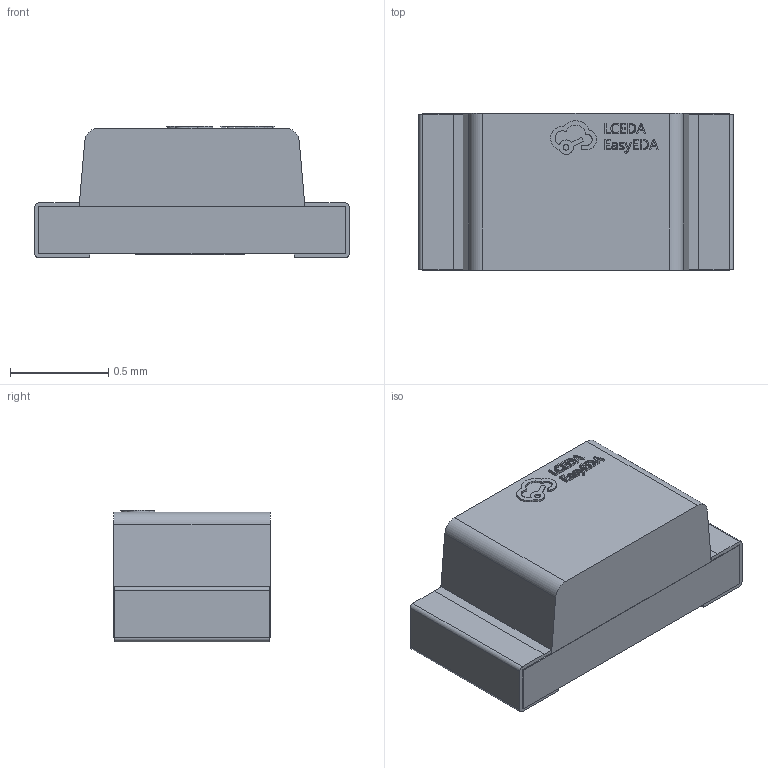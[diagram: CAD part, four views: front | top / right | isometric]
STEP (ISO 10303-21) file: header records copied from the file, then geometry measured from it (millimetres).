
FILE_DESCRIPTION (( 'STEP AP214' ), '1' );
FILE_NAME ('LED0603-R-RD_AMBER.STEP', '2022-09-19T11:43:12', ( '' ), ( '' ), 'SwSTEP 2.0', 'SolidWorks 2017', '' );
FILE_SCHEMA (( 'AUTOMOTIVE_DESIGN' ));
Length unit declared in the file: millimetre
Products named in the file (1): LED0603-R-RD_AMBER
Bounding box: 1.6 x 0.8 x 0.67 mm (x, y, z)
Volume: 0.7 mm3; surface area: 5.3 mm2
Topology: 1 solids, 1 shells, 267 faces, 735 edges, 490 vertices
Faces by surface type: plane 163, bspline 98, cylinder 6
Entity records: 11908 total; most frequent: CARTESIAN_POINT 2803, ORIENTED_EDGE 1470, DIRECTION 887, EDGE_CURVE 735, LINE 523, VECTOR 523, VERTEX_POINT 490, EDGE_LOOP 287
